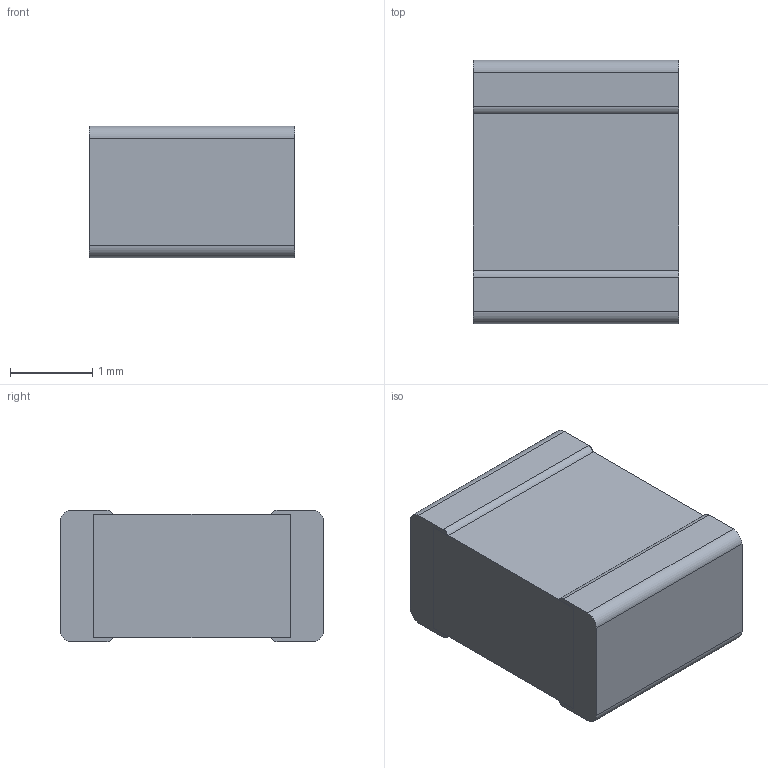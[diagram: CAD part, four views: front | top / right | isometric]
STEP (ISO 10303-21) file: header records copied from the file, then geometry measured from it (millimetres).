
FILE_DESCRIPTION(/* description */ (''),/* implementation_level */ '2;1');
FILE_NAME(/* name */ 'CAP FILM - 1210-1.6mm.step',/* time_stamp */ '2019-12-02T17:37:28+00:00',/* author */ (''),/* organization */ (''),/* preprocessor_version */ 'ST-DEVELOPER v18',/* originating_system */ 'Autodesk Translation Framework v8.12.0.6',/* authorisation */ '');
FILE_SCHEMA (('AUTOMOTIVE_DESIGN { 1 0 10303 214 3 1 1 }'));
Length unit declared in the file: millimetre
Products named in the file (1): CAP FILM - 1210
Bounding box: 2.5 x 3.2 x 1.6 mm (x, y, z)
Volume: 12.2 mm3; surface area: 33.4 mm2
Topology: 1 solids, 1 shells, 42 faces, 104 edges, 64 vertices
Faces by surface type: plane 26, cylinder 16
Entity records: 1282 total; most frequent: DIRECTION 214, CARTESIAN_POINT 211, ORIENTED_EDGE 208, EDGE_CURVE 104, LINE 80, VECTOR 80, AXIS2_PLACEMENT_3D 67, VERTEX_POINT 64
